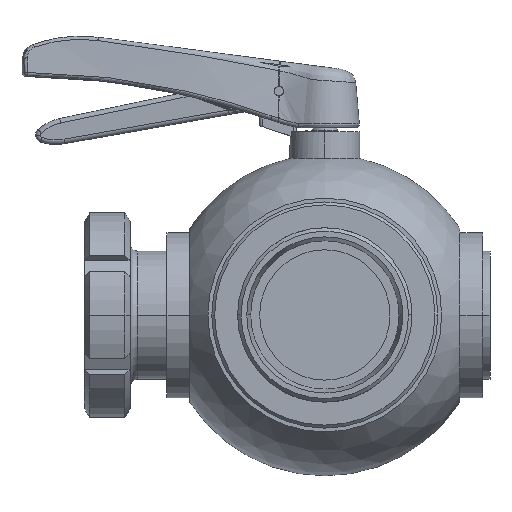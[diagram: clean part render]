
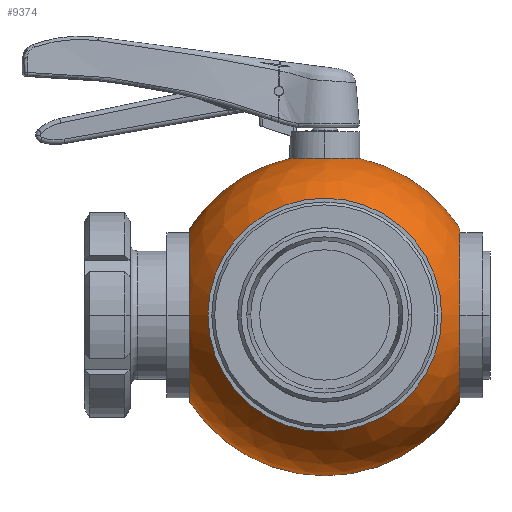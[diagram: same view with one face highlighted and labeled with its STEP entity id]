
A CAD part, top view. The second image highlights one B-rep face of the part: STEP entity #9374.
In plain terms, the highlighted spherical face has radius 87.5 mm.
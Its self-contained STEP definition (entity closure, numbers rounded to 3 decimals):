
#1890 = CARTESIAN_POINT ( 'NONE',  ( -73.5, 47.476, 0. ) ) ;
#1906 = CARTESIAN_POINT ( 'NONE',  ( 0., 85.412, 19. ) ) ;
#1909 = CARTESIAN_POINT ( 'NONE',  ( 73.5, 47.476, 0. ) ) ;
#1917 = CARTESIAN_POINT ( 'NONE',  ( -73.5, -47.476, 0. ) ) ;
#1918 = CARTESIAN_POINT ( 'NONE',  ( 19., 85.412, 0. ) ) ;
#2064 = CARTESIAN_POINT ( 'NONE',  ( 63.689, 0., 60. ) ) ;
#2065 = CARTESIAN_POINT ( 'NONE',  ( -63.689, 0., 60. ) ) ;
#2087 = CARTESIAN_POINT ( 'NONE',  ( 73.5, -47.476, 0. ) ) ;
#2092 = CARTESIAN_POINT ( 'NONE',  ( -19., 85.412, 0. ) ) ;
#2470 = CARTESIAN_POINT ( 'NONE',  ( 0., 0., 0. ) ) ;
#2471 = DIRECTION ( 'NONE',  ( 0., 0., -1. ) ) ;
#2472 = DIRECTION ( 'NONE',  ( 0., 1., 0. ) ) ;
#3268 = EDGE_LOOP ( 'NONE', ( #5871, #8254, #5857, #8228, #8213, #5865, #8306 ) ) ;
#3270 = EDGE_LOOP ( 'NONE', ( #5775, #8255 ) ) ;
#3578 = VERTEX_POINT ( 'NONE', #1890 ) ;
#3594 = VERTEX_POINT ( 'NONE', #1906 ) ;
#3597 = VERTEX_POINT ( 'NONE', #1909 ) ;
#3605 = VERTEX_POINT ( 'NONE', #1917 ) ;
#3606 = VERTEX_POINT ( 'NONE', #1918 ) ;
#3752 = VERTEX_POINT ( 'NONE', #2064 ) ;
#3753 = VERTEX_POINT ( 'NONE', #2065 ) ;
#3775 = VERTEX_POINT ( 'NONE', #2087 ) ;
#3780 = VERTEX_POINT ( 'NONE', #2092 ) ;
#5108 = CARTESIAN_POINT ( 'NONE',  ( 73.5, 0., 0. ) ) ;
#5109 = DIRECTION ( 'NONE',  ( 1., 0., 0. ) ) ;
#5110 = DIRECTION ( 'NONE',  ( 0., 0., -1. ) ) ;
#5367 = CARTESIAN_POINT ( 'NONE',  ( -73.5, 0., 0. ) ) ;
#5368 = DIRECTION ( 'NONE',  ( 1., 0., 0. ) ) ;
#5369 = DIRECTION ( 'NONE',  ( 0., 0., -1. ) ) ;
#5775 = ORIENTED_EDGE ( 'NONE', *, *, #8727, .F. ) ;
#5857 = ORIENTED_EDGE ( 'NONE', *, *, #8805, .T. ) ;
#5865 = ORIENTED_EDGE ( 'NONE', *, *, #9343, .T. ) ;
#5871 = ORIENTED_EDGE ( 'NONE', *, *, #8484, .F. ) ;
#5951 = CIRCLE ( 'NONE', #5989, 87.5 ) ;
#5989 = AXIS2_PLACEMENT_3D ( 'NONE', #2470, #2471, #2472 ) ;
#6040 = AXIS2_PLACEMENT_3D ( 'NONE', #13772, #13773, #13774 ) ;
#6051 = CIRCLE ( 'NONE', #6040, 63.689 ) ;
#6055 = AXIS2_PLACEMENT_3D ( 'NONE', #13720, #13721, #13722 ) ;
#6063 = CIRCLE ( 'NONE', #6055, 87.5 ) ;
#6130 = CIRCLE ( 'NONE', #6131, 63.689 ) ;
#6131 = AXIS2_PLACEMENT_3D ( 'NONE', #13116, #13117, #13118 ) ;
#6344 = CIRCLE ( 'NONE', #6346, 19. ) ;
#6346 = AXIS2_PLACEMENT_3D ( 'NONE', #7449, #7450, #7451 ) ;
#6412 = AXIS2_PLACEMENT_3D ( 'NONE', #5108, #5109, #5110 ) ;
#6414 = CIRCLE ( 'NONE', #6412, 47.476 ) ;
#6454 = AXIS2_PLACEMENT_3D ( 'NONE', #5367, #5368, #5369 ) ;
#6457 = CIRCLE ( 'NONE', #6454, 47.476 ) ;
#6699 = CIRCLE ( 'NONE', #6701, 19. ) ;
#6701 = AXIS2_PLACEMENT_3D ( 'NONE', #10833, #10834, #10835 ) ;
#6744 = CIRCLE ( 'NONE', #6766, 87.5 ) ;
#6766 = AXIS2_PLACEMENT_3D ( 'NONE', #11053, #11054, #11055 ) ;
#6782 = AXIS2_PLACEMENT_3D ( 'NONE', #10211, #10209, #10216 ) ;
#7449 = CARTESIAN_POINT ( 'NONE',  ( 0., 85.412, 0. ) ) ;
#7450 = DIRECTION ( 'NONE',  ( 0., 1., 0. ) ) ;
#7451 = DIRECTION ( 'NONE',  ( 0., 0., -1. ) ) ;
#8213 = ORIENTED_EDGE ( 'NONE', *, *, #8906, .F. ) ;
#8228 = ORIENTED_EDGE ( 'NONE', *, *, #9290, .F. ) ;
#8254 = ORIENTED_EDGE ( 'NONE', *, *, #9015, .F. ) ;
#8255 = ORIENTED_EDGE ( 'NONE', *, *, #8814, .F. ) ;
#8306 = ORIENTED_EDGE ( 'NONE', *, *, #9053, .T. ) ;
#8484 = EDGE_CURVE ( 'NONE', #3775, #3605, #5951, .T. ) ;
#8727 = EDGE_CURVE ( 'NONE', #3752, #3753, #6130, .T. ) ;
#8805 = EDGE_CURVE ( 'NONE', #3597, #3606, #6063, .T. ) ;
#8814 = EDGE_CURVE ( 'NONE', #3753, #3752, #6051, .T. ) ;
#8906 = EDGE_CURVE ( 'NONE', #3780, #3594, #6344, .T. ) ;
#9015 = EDGE_CURVE ( 'NONE', #3597, #3775, #6414, .T. ) ;
#9053 = EDGE_CURVE ( 'NONE', #3578, #3605, #6457, .T. ) ;
#9290 = EDGE_CURVE ( 'NONE', #3594, #3606, #6699, .T. ) ;
#9343 = EDGE_CURVE ( 'NONE', #3780, #3578, #6744, .T. ) ;
#9374 = ADVANCED_FACE ( 'NONE', ( #10212, #10207 ), #10214, .T. ) ;
#10207 = FACE_BOUND ( 'NONE', #3270, .T. ) ;
#10209 = DIRECTION ( 'NONE',  ( 0., 0., -1. ) ) ;
#10211 = CARTESIAN_POINT ( 'NONE',  ( 0., 0., 0. ) ) ;
#10212 = FACE_OUTER_BOUND ( 'NONE', #3268, .T. ) ;
#10214 = SPHERICAL_SURFACE ( 'NONE', #6782, 87.5 ) ;
#10216 = DIRECTION ( 'NONE',  ( 0., 1., 0. ) ) ;
#10833 = CARTESIAN_POINT ( 'NONE',  ( 0., 85.412, 0. ) ) ;
#10834 = DIRECTION ( 'NONE',  ( 0., 1., 0. ) ) ;
#10835 = DIRECTION ( 'NONE',  ( 0., 0., -1. ) ) ;
#11053 = CARTESIAN_POINT ( 'NONE',  ( 0., 0., 0. ) ) ;
#11054 = DIRECTION ( 'NONE',  ( 0., 0., 1. ) ) ;
#11055 = DIRECTION ( 'NONE',  ( 1., 0., 0. ) ) ;
#13116 = CARTESIAN_POINT ( 'NONE',  ( 0., 0., 60. ) ) ;
#13117 = DIRECTION ( 'NONE',  ( 0., 0., 1. ) ) ;
#13118 = DIRECTION ( 'NONE',  ( 1., 0., 0. ) ) ;
#13720 = CARTESIAN_POINT ( 'NONE',  ( 0., 0., 0. ) ) ;
#13721 = DIRECTION ( 'NONE',  ( 0., 0., 1. ) ) ;
#13722 = DIRECTION ( 'NONE',  ( 1., 0., 0. ) ) ;
#13772 = CARTESIAN_POINT ( 'NONE',  ( 0., 0., 60. ) ) ;
#13773 = DIRECTION ( 'NONE',  ( 0., 0., 1. ) ) ;
#13774 = DIRECTION ( 'NONE',  ( 1., 0., 0. ) ) ;
